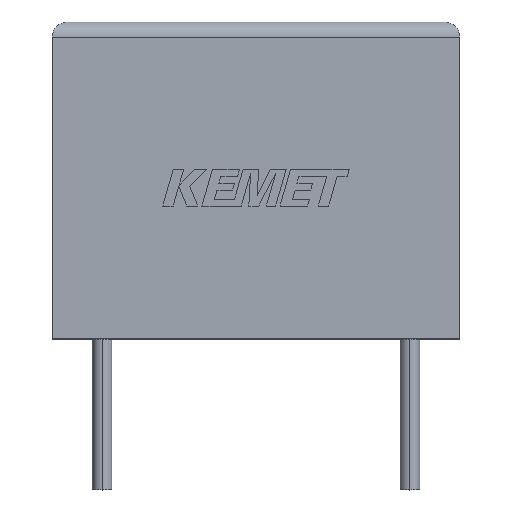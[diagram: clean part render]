
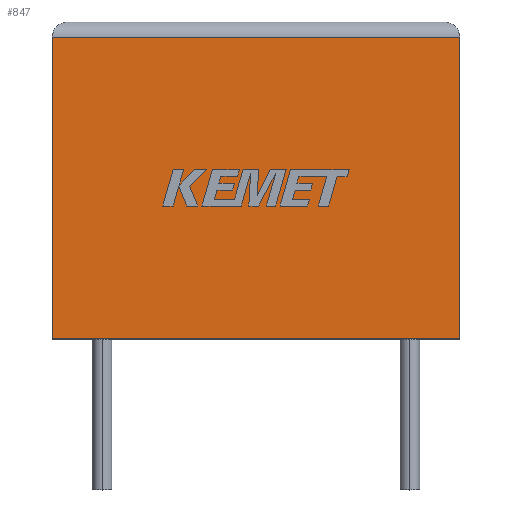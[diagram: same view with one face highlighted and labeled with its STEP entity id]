
A CAD part, top view. The second image highlights one B-rep face of the part: STEP entity #847.
In plain terms, the highlighted planar face has unit normal (0, 0, 1).
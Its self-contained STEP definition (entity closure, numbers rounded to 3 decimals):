
#84 = CARTESIAN_POINT ( 'NONE',  ( 0., 10., 5.1 ) ) ;
#111 = EDGE_CURVE ( 'NONE', #1508, #1347, #1345, .T. ) ;
#125 = ORIENTED_EDGE ( 'NONE', *, *, #1865, .T. ) ;
#291 = DIRECTION ( 'NONE',  ( -1., 0., 0. ) ) ;
#461 = ORIENTED_EDGE ( 'NONE', *, *, #111, .T. ) ;
#541 = EDGE_CURVE ( 'NONE', #1768, #1508, #819, .T. ) ;
#548 = CARTESIAN_POINT ( 'NONE',  ( 13.5, 0., 5.1 ) ) ;
#566 = LINE ( 'NONE', #902, #2233 ) ;
#641 = AXIS2_PLACEMENT_3D ( 'NONE', #1334, #1852, #1302 ) ;
#654 = ORIENTED_EDGE ( 'NONE', *, *, #1766, .T. ) ;
#819 = LINE ( 'NONE', #2167, #2369 ) ;
#847 = ADVANCED_FACE ( 'NONE', ( #1976 ), #2072, .F. ) ;
#902 = CARTESIAN_POINT ( 'NONE',  ( 13.5, 0., 5.1 ) ) ;
#1136 = VERTEX_POINT ( 'NONE', #1431 ) ;
#1153 = DIRECTION ( 'NONE',  ( 1., 0., 0. ) ) ;
#1285 = VECTOR ( 'NONE', #1153, 1000. ) ;
#1302 = DIRECTION ( 'NONE',  ( -1., 0., 0. ) ) ;
#1334 = CARTESIAN_POINT ( 'NONE',  ( 0., 0., 5.1 ) ) ;
#1345 = LINE ( 'NONE', #2100, #1285 ) ;
#1347 = VERTEX_POINT ( 'NONE', #548 ) ;
#1397 = ORIENTED_EDGE ( 'NONE', *, *, #541, .T. ) ;
#1431 = CARTESIAN_POINT ( 'NONE',  ( 13.5, 10., 5.1 ) ) ;
#1439 = DIRECTION ( 'NONE',  ( 0., -1., 0. ) ) ;
#1508 = VERTEX_POINT ( 'NONE', #2140 ) ;
#1766 = EDGE_CURVE ( 'NONE', #1136, #1768, #2117, .T. ) ;
#1768 = VERTEX_POINT ( 'NONE', #84 ) ;
#1835 = DIRECTION ( 'NONE',  ( 0., 1., 0. ) ) ;
#1852 = DIRECTION ( 'NONE',  ( 0., 0., -1. ) ) ;
#1865 = EDGE_CURVE ( 'NONE', #1347, #1136, #566, .T. ) ;
#1976 = FACE_OUTER_BOUND ( 'NONE', #2059, .T. ) ;
#2059 = EDGE_LOOP ( 'NONE', ( #125, #654, #1397, #461 ) ) ;
#2072 = PLANE ( 'NONE',  #641 ) ;
#2100 = CARTESIAN_POINT ( 'NONE',  ( 0., 0., 5.1 ) ) ;
#2117 = LINE ( 'NONE', #2392, #2353 ) ;
#2140 = CARTESIAN_POINT ( 'NONE',  ( 0., 0., 5.1 ) ) ;
#2167 = CARTESIAN_POINT ( 'NONE',  ( 0., 0., 5.1 ) ) ;
#2233 = VECTOR ( 'NONE', #1835, 1000. ) ;
#2353 = VECTOR ( 'NONE', #291, 1000. ) ;
#2369 = VECTOR ( 'NONE', #1439, 1000. ) ;
#2392 = CARTESIAN_POINT ( 'NONE',  ( 0., 10., 5.1 ) ) ;
